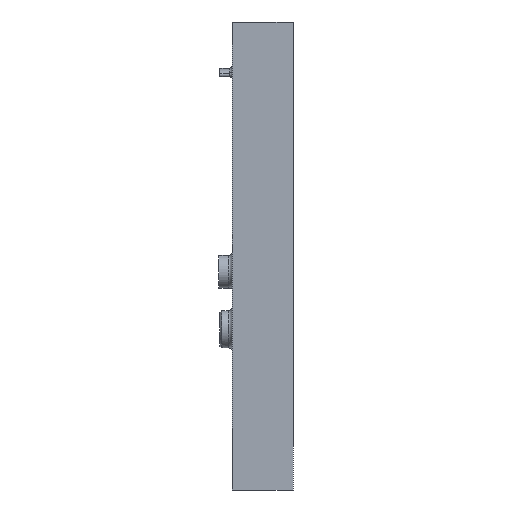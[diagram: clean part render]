
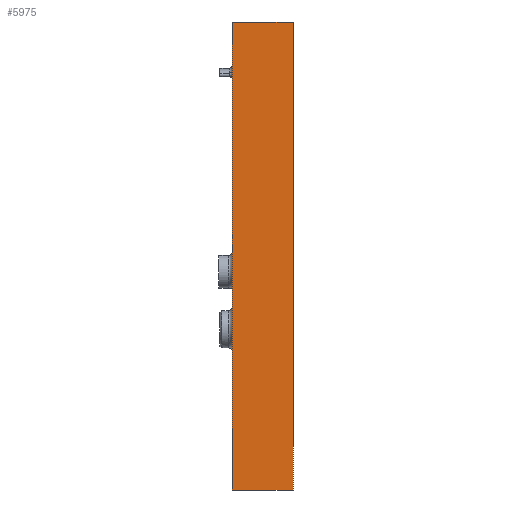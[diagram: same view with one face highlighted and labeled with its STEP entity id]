
A CAD part, left-side view. The second image highlights one B-rep face of the part: STEP entity #5975.
In plain terms, the highlighted planar face has unit normal (-1, 0, 0).
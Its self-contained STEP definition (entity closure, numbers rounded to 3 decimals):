
#869=FACE_OUTER_BOUND('',#1238,.T.);
#1238=EDGE_LOOP('',(#5467,#5468,#5469,#5470));
#1259=LINE('',#8477,#1802);
#1514=LINE('',#9623,#2057);
#1567=LINE('',#9814,#2110);
#1782=LINE('',#10435,#2325);
#1802=VECTOR('',#6659,10.);
#2057=VECTOR('',#7530,10.);
#2110=VECTOR('',#7693,10.);
#2325=VECTOR('',#8430,10.);
#2339=VERTEX_POINT('',#8474);
#2340=VERTEX_POINT('',#8476);
#2654=VERTEX_POINT('',#9621);
#2655=VERTEX_POINT('',#9622);
#2896=EDGE_CURVE('',#2340,#2339,#1259,.T.);
#3344=EDGE_CURVE('',#2654,#2655,#1514,.F.);
#3442=EDGE_CURVE('',#2655,#2340,#1567,.T.);
#3742=EDGE_CURVE('',#2654,#2339,#1782,.T.);
#5467=ORIENTED_EDGE('',*,*,#3742,.F.);
#5468=ORIENTED_EDGE('',*,*,#3344,.T.);
#5469=ORIENTED_EDGE('',*,*,#3442,.T.);
#5470=ORIENTED_EDGE('',*,*,#2896,.T.);
#5642=PLANE('',#6622);
#5975=ADVANCED_FACE('',(#869),#5642,.T.);
#6622=AXIS2_PLACEMENT_3D('',#10436,#8431,#8432);
#6659=DIRECTION('',(0.,0.,1.));
#7530=DIRECTION('',(0.,0.,1.));
#7693=DIRECTION('',(0.,-1.,0.));
#8430=DIRECTION('',(0.,-1.,0.));
#8431=DIRECTION('center_axis',(-1.,0.,0.));
#8432=DIRECTION('ref_axis',(0.,0.,
-1.));
#8474=CARTESIAN_POINT('',(-44.,15.715,10.467));
#8476=CARTESIAN_POINT('',(-44.,15.715,-101.533));
#8477=CARTESIAN_POINT('',(-44.,15.715,-17.533));
#9621=CARTESIAN_POINT('',(-44.,30.242,10.467));
#9622=CARTESIAN_POINT('',(-44.,30.242,-101.533));
#9623=CARTESIAN_POINT('',(-44.,30.242,-17.533));
#9814=CARTESIAN_POINT('',(-44.,18.715,-101.533));
#10435=CARTESIAN_POINT('',(-44.,18.715,10.467));
#10436=CARTESIAN_POINT('Origin',(-44.,18.715,10.467));
